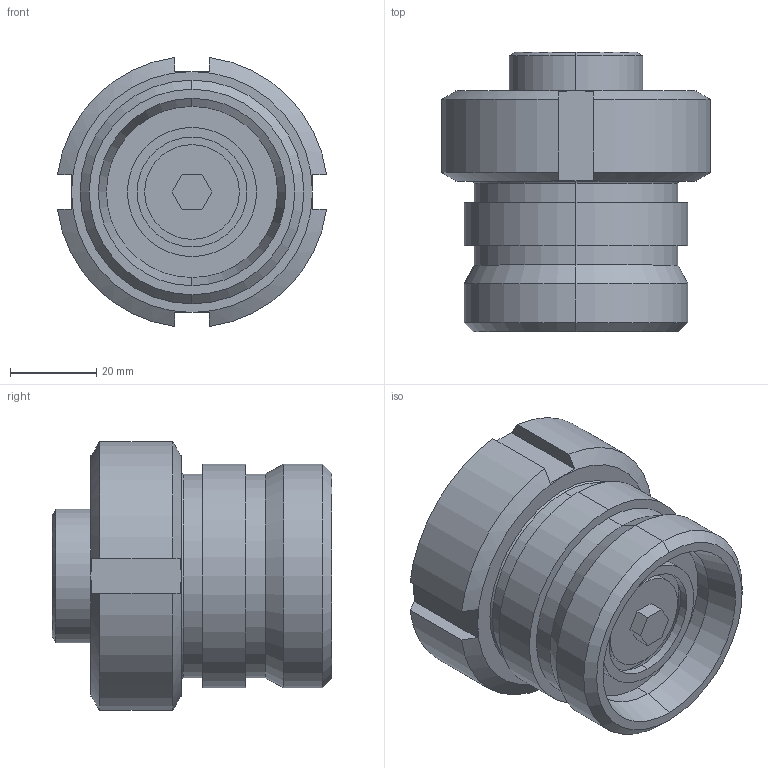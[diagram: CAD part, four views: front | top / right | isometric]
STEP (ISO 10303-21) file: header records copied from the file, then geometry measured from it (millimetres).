
FILE_DESCRIPTION (( 'STEP AP214' ), '1' );
FILE_NAME ('5091.025.000-xxx.STEP', '2010-02-24T10:13:04', ( 'Install' ), ( '' ), 'SwSTEP 2.0', 'SolidWorks 2009', '' );
FILE_SCHEMA (( 'AUTOMOTIVE_DESIGN' ));
Length unit declared in the file: millimetre
Products named in the file (1): 5091.025.000-xxx
Bounding box: 62.49 x 65 x 62.49 mm (x, y, z)
Volume: 140230.1 mm3; surface area: 27066.9 mm2
Topology: 2 solids, 2 shells, 97 faces, 210 edges, 130 vertices
Faces by surface type: cylinder 36, plane 35, cone 26
Entity records: 3784 total; most frequent: CARTESIAN_POINT 534, DIRECTION 468, ORIENTED_EDGE 420, EDGE_CURVE 210, AXIS2_PLACEMENT_3D 192, VERTEX_POINT 130, EDGE_LOOP 112, UNCERTAINTY_MEASURE_WITH_UNIT 101
